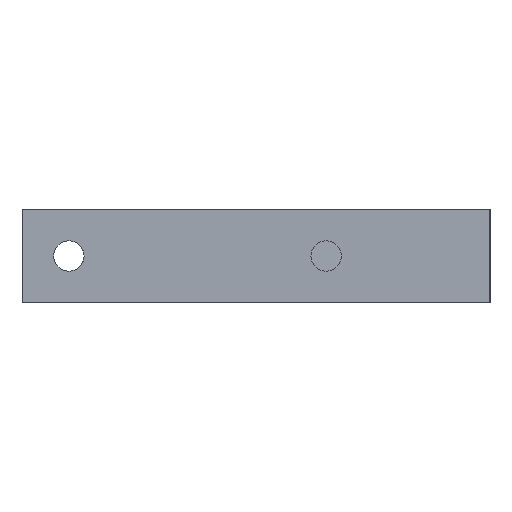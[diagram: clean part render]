
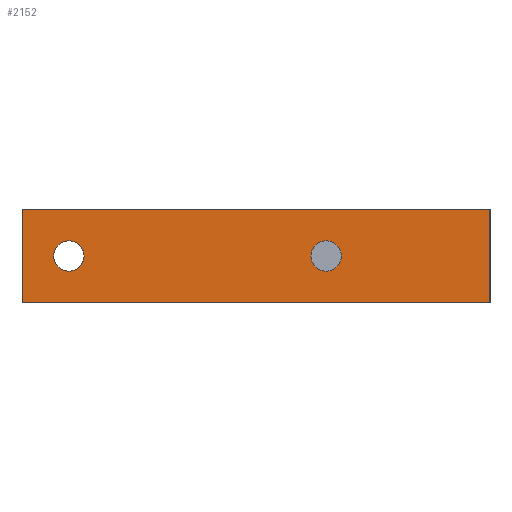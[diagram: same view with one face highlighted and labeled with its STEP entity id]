
A CAD part, left-side view. The second image highlights one B-rep face of the part: STEP entity #2152.
In plain terms, the highlighted planar face has unit normal (-1, 0, 0).
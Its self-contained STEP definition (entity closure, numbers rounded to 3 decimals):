
#14 = CARTESIAN_POINT ( 'NONE',  ( 0., 100., 20. ) ) ;
#15 = DIRECTION ( 'NONE',  ( 0., 0., -1. ) ) ;
#36 = CARTESIAN_POINT ( 'NONE',  ( 0., 90., 10. ) ) ;
#37 = DIRECTION ( 'NONE',  ( 1., 0., 0. ) ) ;
#38 = DIRECTION ( 'NONE',  ( 0., 1., 0. ) ) ;
#44 = CARTESIAN_POINT ( 'NONE',  ( 0., 0., 20. ) ) ;
#45 = DIRECTION ( 'NONE',  ( 0., 0., -1. ) ) ;
#282 = CIRCLE ( 'NONE', #2721, 3.25 ) ;
#398 = CIRCLE ( 'NONE', #649, 3.25 ) ;
#412 = LINE ( 'NONE', #2130, #414 ) ;
#414 = VECTOR ( 'NONE', #2133, 1000. ) ;
#417 = LINE ( 'NONE', #2109, #419 ) ;
#419 = VECTOR ( 'NONE', #2121, 1000. ) ;
#495 = EDGE_LOOP ( 'NONE', ( #2640, #2641, #2642, #2643 ) ) ;
#519 = EDGE_LOOP ( 'NONE', ( #2636, #2637 ) ) ;
#537 = EDGE_LOOP ( 'NONE', ( #2638, #2639 ) ) ;
#649 = AXIS2_PLACEMENT_3D ( 'NONE', #2097, #2119, #2106 ) ;
#698 = CARTESIAN_POINT ( 'NONE',  ( 0., 100., 20. ) ) ;
#911 = FACE_BOUND ( 'NONE', #519, .T. ) ;
#912 = FACE_BOUND ( 'NONE', #537, .T. ) ;
#913 = FACE_OUTER_BOUND ( 'NONE', #495, .T. ) ;
#999 = CIRCLE ( 'NONE', #2861, 3.25 ) ;
#1011 = VERTEX_POINT ( 'NONE', #1269 ) ;
#1192 = EDGE_CURVE ( 'NONE', #2425, #2444, #282, .T. ) ;
#1195 = CARTESIAN_POINT ( 'NONE',  ( 0., 35., 10. ) ) ;
#1196 = DIRECTION ( 'NONE',  ( 1., 0., 0. ) ) ;
#1269 = CARTESIAN_POINT ( 'NONE',  ( 0., 0., 0. ) ) ;
#1351 = DIRECTION ( 'NONE',  ( 0., 1., 0. ) ) ;
#1352 = DIRECTION ( 'NONE',  ( 1., 0., 0. ) ) ;
#1358 = CARTESIAN_POINT ( 'NONE',  ( 0., 35., 10. ) ) ;
#1446 = CARTESIAN_POINT ( 'NONE',  ( 0., 31.75, 10. ) ) ;
#1448 = CARTESIAN_POINT ( 'NONE',  ( 0., 38.25, 10. ) ) ;
#1487 = DIRECTION ( 'NONE',  ( 0., 0., -1. ) ) ;
#1538 = PLANE ( 'NONE',  #1877 ) ;
#1546 = DIRECTION ( 'NONE',  ( 1., 0., 0. ) ) ;
#1566 = CARTESIAN_POINT ( 'NONE',  ( 0., 93.25, 10. ) ) ;
#1584 = CARTESIAN_POINT ( 'NONE',  ( 0., 100., 0. ) ) ;
#1599 = CARTESIAN_POINT ( 'NONE',  ( 0., 86.75, 10. ) ) ;
#1616 = CARTESIAN_POINT ( 'NONE',  ( 0., 0., 20. ) ) ;
#1863 = VERTEX_POINT ( 'NONE', #2774 ) ;
#1877 = AXIS2_PLACEMENT_3D ( 'NONE', #1616, #1546, #1487 ) ;
#1900 = VERTEX_POINT ( 'NONE', #698 ) ;
#1955 = EDGE_CURVE ( 'NONE', #2440, #2442, #398, .T. ) ;
#1990 = AXIS2_PLACEMENT_3D ( 'NONE', #36, #37, #38 ) ;
#1993 = EDGE_CURVE ( 'NONE', #1900, #1863, #412, .T. ) ;
#1996 = EDGE_CURVE ( 'NONE', #2435, #1011, #417, .T. ) ;
#2097 = CARTESIAN_POINT ( 'NONE',  ( 0., 90., 10. ) ) ;
#2106 = DIRECTION ( 'NONE',  ( 0., 1., 0. ) ) ;
#2109 = CARTESIAN_POINT ( 'NONE',  ( 0., 0., 0. ) ) ;
#2119 = DIRECTION ( 'NONE',  ( 1., 0., 0. ) ) ;
#2121 = DIRECTION ( 'NONE',  ( 0., -1., 0. ) ) ;
#2130 = CARTESIAN_POINT ( 'NONE',  ( 0., 0., 20. ) ) ;
#2133 = DIRECTION ( 'NONE',  ( 0., -1., 0. ) ) ;
#2152 = ADVANCED_FACE ( 'NONE', ( #911, #912, #913 ), #1538, .F. ) ;
#2189 = LINE ( 'NONE', #14, #2190 ) ;
#2190 = VECTOR ( 'NONE', #15, 1000. ) ;
#2212 = CIRCLE ( 'NONE', #1990, 3.25 ) ;
#2214 = LINE ( 'NONE', #44, #2216 ) ;
#2216 = VECTOR ( 'NONE', #45, 1000. ) ;
#2425 = VERTEX_POINT ( 'NONE', #1446 ) ;
#2435 = VERTEX_POINT ( 'NONE', #1584 ) ;
#2440 = VERTEX_POINT ( 'NONE', #1599 ) ;
#2442 = VERTEX_POINT ( 'NONE', #1566 ) ;
#2444 = VERTEX_POINT ( 'NONE', #1448 ) ;
#2572 = EDGE_CURVE ( 'NONE', #2444, #2425, #999, .T. ) ;
#2584 = EDGE_CURVE ( 'NONE', #1900, #2435, #2189, .T. ) ;
#2595 = EDGE_CURVE ( 'NONE', #2442, #2440, #2212, .T. ) ;
#2598 = EDGE_CURVE ( 'NONE', #1863, #1011, #2214, .T. ) ;
#2636 = ORIENTED_EDGE ( 'NONE', *, *, #2572, .T. ) ;
#2637 = ORIENTED_EDGE ( 'NONE', *, *, #1192, .T. ) ;
#2638 = ORIENTED_EDGE ( 'NONE', *, *, #2595, .T. ) ;
#2639 = ORIENTED_EDGE ( 'NONE', *, *, #1955, .T. ) ;
#2640 = ORIENTED_EDGE ( 'NONE', *, *, #1996, .T. ) ;
#2641 = ORIENTED_EDGE ( 'NONE', *, *, #2598, .F. ) ;
#2642 = ORIENTED_EDGE ( 'NONE', *, *, #1993, .F. ) ;
#2643 = ORIENTED_EDGE ( 'NONE', *, *, #2584, .T. ) ;
#2721 = AXIS2_PLACEMENT_3D ( 'NONE', #1358, #1352, #1351 ) ;
#2756 = DIRECTION ( 'NONE',  ( 0., 1., 0. ) ) ;
#2774 = CARTESIAN_POINT ( 'NONE',  ( 0., 0., 20. ) ) ;
#2861 = AXIS2_PLACEMENT_3D ( 'NONE', #1195, #1196, #2756 ) ;
